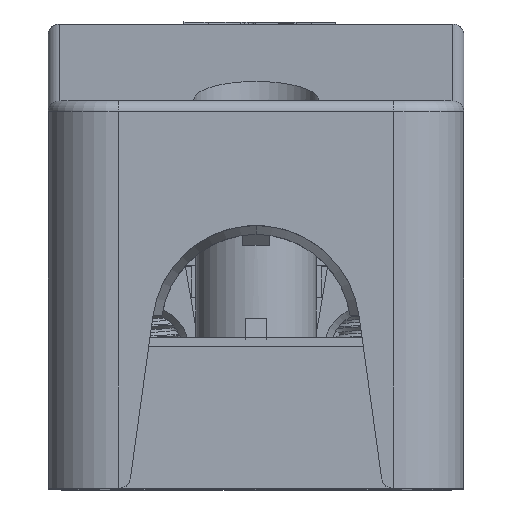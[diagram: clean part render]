
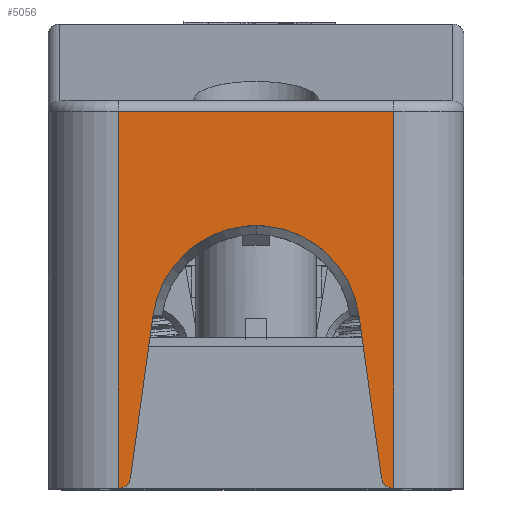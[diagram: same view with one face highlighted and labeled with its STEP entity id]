
A CAD part, top view. The second image highlights one B-rep face of the part: STEP entity #5056.
In plain terms, the highlighted face is planar.
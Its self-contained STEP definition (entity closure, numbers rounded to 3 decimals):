
#674 = CARTESIAN_POINT ( 'NONE',  ( 18.95, -21.25, 6.3 ) ) ;
#2054 = VERTEX_POINT ( 'NONE', #40131 ) ;
#2516 = EDGE_CURVE ( 'NONE', #24389, #3947, #6852, .T. ) ;
#2640 = LINE ( 'NONE', #23760, #32205 ) ;
#2972 = DIRECTION ( 'NONE',  ( 0., 0., -1. ) ) ;
#3172 = ORIENTED_EDGE ( 'NONE', *, *, #13296, .T. ) ;
#3947 = VERTEX_POINT ( 'NONE', #22182 ) ;
#4799 = DIRECTION ( 'NONE',  ( 1., 0., 0. ) ) ;
#5056 = ADVANCED_FACE ( 'NONE', ( #13440 ), #34286, .T. ) ;
#5554 = CARTESIAN_POINT ( 'NONE',  ( 18.95, -13.348, 4.705 ) ) ;
#6190 = EDGE_CURVE ( 'NONE', #11995, #25510, #39888, .T. ) ;
#6852 = CIRCLE ( 'NONE', #18703, 0.5 ) ;
#7096 = ORIENTED_EDGE ( 'NONE', *, *, #2516, .T. ) ;
#7663 = CARTESIAN_POINT ( 'NONE',  ( 18.95, -20.819, -5.74 ) ) ;
#8589 = CARTESIAN_POINT ( 'NONE',  ( 18.95, -13.348, -4.705 ) ) ;
#8610 = CIRCLE ( 'NONE', #34538, 0.5 ) ;
#8860 = ORIENTED_EDGE ( 'NONE', *, *, #25204, .T. ) ;
#9396 = ORIENTED_EDGE ( 'NONE', *, *, #6190, .F. ) ;
#9649 = DIRECTION ( 'NONE',  ( 0., 0., -1. ) ) ;
#10017 = VERTEX_POINT ( 'NONE', #12806 ) ;
#11995 = VERTEX_POINT ( 'NONE', #8589 ) ;
#12399 = CARTESIAN_POINT ( 'NONE',  ( 18.95, -21.25, 6.3 ) ) ;
#12716 = CARTESIAN_POINT ( 'NONE',  ( 18.95, -21.25, 5.8 ) ) ;
#12806 = CARTESIAN_POINT ( 'NONE',  ( 18.95, -21.25, 6.3 ) ) ;
#13296 = EDGE_CURVE ( 'NONE', #3947, #20622, #32906, .T. ) ;
#13347 = DIRECTION ( 'NONE',  ( 0., 0.991, 0.137 ) ) ;
#13440 = FACE_OUTER_BOUND ( 'NONE', #43249, .T. ) ;
#13649 = DIRECTION ( 'NONE',  ( 1., 0., 0. ) ) ;
#13733 = VECTOR ( 'NONE', #9649, 1000. ) ;
#13909 = CARTESIAN_POINT ( 'NONE',  ( 18.95, -4.05, 6.3 ) ) ;
#17608 = CARTESIAN_POINT ( 'NONE',  ( 18.95, -21.25, 6.235 ) ) ;
#18703 = AXIS2_PLACEMENT_3D ( 'NONE', #26859, #33576, #37282 ) ;
#18809 = DIRECTION ( 'NONE',  ( 0., -0.991, 0.137 ) ) ;
#18956 = DIRECTION ( 'NONE',  ( 0., 0., -1. ) ) ;
#19831 = DIRECTION ( 'NONE',  ( 0., 0., 1. ) ) ;
#20197 = ORIENTED_EDGE ( 'NONE', *, *, #39081, .F. ) ;
#20622 = VERTEX_POINT ( 'NONE', #28579 ) ;
#20848 = VERTEX_POINT ( 'NONE', #43404 ) ;
#21318 = EDGE_CURVE ( 'NONE', #24613, #20848, #8610, .T. ) ;
#21570 = EDGE_CURVE ( 'NONE', #10017, #24613, #33760, .T. ) ;
#21883 = ORIENTED_EDGE ( 'NONE', *, *, #25730, .T. ) ;
#22182 = CARTESIAN_POINT ( 'NONE',  ( 18.95, -21.25, -6.235 ) ) ;
#22846 = CARTESIAN_POINT ( 'NONE',  ( 18.95, -4.05, 6.3 ) ) ;
#23760 = CARTESIAN_POINT ( 'NONE',  ( 18.95, -21.25, -5.8 ) ) ;
#23851 = DIRECTION ( 'NONE',  ( 1., 0., 0. ) ) ;
#24339 = DIRECTION ( 'NONE',  ( 0., 1., 0. ) ) ;
#24389 = VERTEX_POINT ( 'NONE', #7663 ) ;
#24613 = VERTEX_POINT ( 'NONE', #17608 ) ;
#24622 = VERTEX_POINT ( 'NONE', #13909 ) ;
#25204 = EDGE_CURVE ( 'NONE', #2054, #24622, #33505, .T. ) ;
#25286 = EDGE_CURVE ( 'NONE', #24389, #11995, #2640, .T. ) ;
#25485 = VECTOR ( 'NONE', #26303, 1000. ) ;
#25510 = VERTEX_POINT ( 'NONE', #5554 ) ;
#25730 = EDGE_CURVE ( 'NONE', #20622, #2054, #35459, .T. ) ;
#26303 = DIRECTION ( 'NONE',  ( 0., 1., 0. ) ) ;
#26859 = CARTESIAN_POINT ( 'NONE',  ( 18.95, -20.75, -6.235 ) ) ;
#26882 = EDGE_CURVE ( 'NONE', #25510, #20848, #44484, .T. ) ;
#27783 = DIRECTION ( 'NONE',  ( 0., 0., -1. ) ) ;
#28054 = CARTESIAN_POINT ( 'NONE',  ( 18.95, -21.25, -6.3 ) ) ;
#28579 = CARTESIAN_POINT ( 'NONE',  ( 18.95, -21.25, -6.3 ) ) ;
#28763 = DIRECTION ( 'NONE',  ( 0., 0., -1. ) ) ;
#28791 = AXIS2_PLACEMENT_3D ( 'NONE', #33332, #4799, #18956 ) ;
#29565 = LINE ( 'NONE', #12399, #25485 ) ;
#29990 = VECTOR ( 'NONE', #19831, 1000. ) ;
#30745 = CARTESIAN_POINT ( 'NONE',  ( 18.95, -21.25, 6.3 ) ) ;
#32205 = VECTOR ( 'NONE', #13347, 1000. ) ;
#32906 = LINE ( 'NONE', #674, #42729 ) ;
#33332 = CARTESIAN_POINT ( 'NONE',  ( 18.95, -14., 0. ) ) ;
#33505 = LINE ( 'NONE', #22846, #29990 ) ;
#33576 = DIRECTION ( 'NONE',  ( 1., 0., 0. ) ) ;
#33760 = LINE ( 'NONE', #30745, #13733 ) ;
#34054 = ORIENTED_EDGE ( 'NONE', *, *, #21318, .T. ) ;
#34286 = PLANE ( 'NONE',  #38630 ) ;
#34538 = AXIS2_PLACEMENT_3D ( 'NONE', #42832, #13649, #27783 ) ;
#35459 = LINE ( 'NONE', #28054, #39649 ) ;
#36642 = ORIENTED_EDGE ( 'NONE', *, *, #25286, .F. ) ;
#36757 = ORIENTED_EDGE ( 'NONE', *, *, #21570, .T. ) ;
#37282 = DIRECTION ( 'NONE',  ( 0., 0., -1. ) ) ;
#38235 = CARTESIAN_POINT ( 'NONE',  ( 18.95, -21.25, 6.3 ) ) ;
#38630 = AXIS2_PLACEMENT_3D ( 'NONE', #38235, #23851, #2972 ) ;
#39081 = EDGE_CURVE ( 'NONE', #10017, #24622, #29565, .T. ) ;
#39649 = VECTOR ( 'NONE', #24339, 1000. ) ;
#39888 = CIRCLE ( 'NONE', #28791, 4.75 ) ;
#40131 = CARTESIAN_POINT ( 'NONE',  ( 18.95, -4.05, -6.3 ) ) ;
#41488 = ORIENTED_EDGE ( 'NONE', *, *, #26882, .F. ) ;
#42729 = VECTOR ( 'NONE', #28763, 1000. ) ;
#42832 = CARTESIAN_POINT ( 'NONE',  ( 18.95, -20.75, 6.235 ) ) ;
#43249 = EDGE_LOOP ( 'NONE', ( #36757, #34054, #41488, #9396, #36642, #7096, #3172, #21883, #8860, #20197 ) ) ;
#43404 = CARTESIAN_POINT ( 'NONE',  ( 18.95, -20.819, 5.74 ) ) ;
#44150 = VECTOR ( 'NONE', #18809, 1000. ) ;
#44484 = LINE ( 'NONE', #12716, #44150 ) ;
